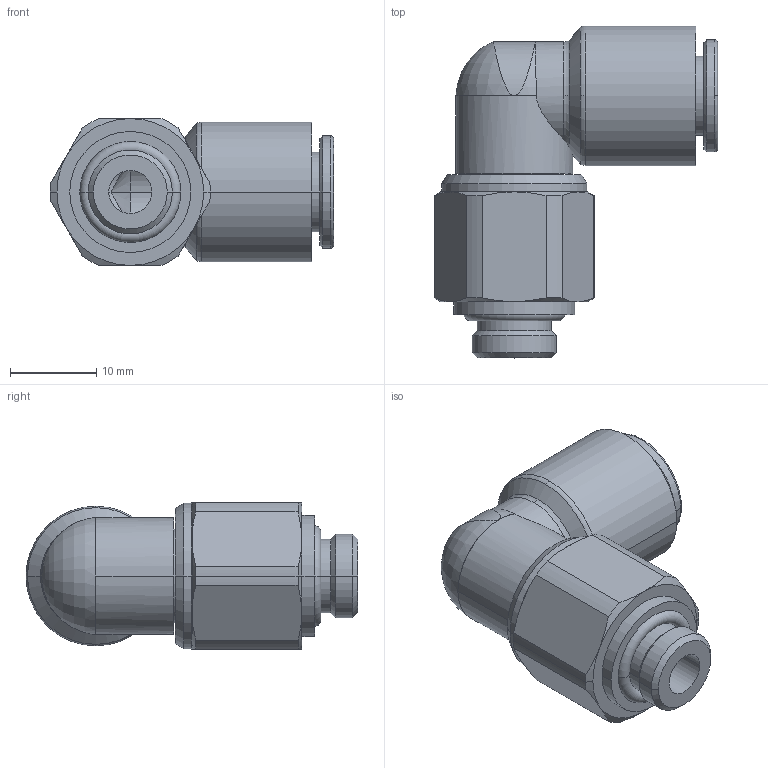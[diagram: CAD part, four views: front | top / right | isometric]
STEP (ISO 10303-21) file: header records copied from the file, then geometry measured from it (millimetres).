
FILE_DESCRIPTION(('STEP AP214'),'1');
FILE_NAME('3189_08_10.stp','2016-07-07T14:54:54',('TraceParts'),('TraceParts S.A.'),'Spatial InterOp 3D',' ',' ');
FILE_SCHEMA(('automotive_design'));
Length unit declared in the file: millimetre
Products named in the file (1): 1
Bounding box: 32.81 x 38.44 x 17.02 mm (x, y, z)
Volume: 7646.1 mm3; surface area: 4271.1 mm2
Topology: 1 solids, 1 shells, 93 faces, 223 edges, 139 vertices
Faces by surface type: cylinder 33, cone 30, plane 16, torus 14
Entity records: 3226 total; most frequent: CARTESIAN_POINT 1046, DIRECTION 491, ORIENTED_EDGE 446, EDGE_CURVE 223, AXIS2_PLACEMENT_3D 218, VERTEX_POINT 139, CIRCLE 124, EDGE_LOOP 102
